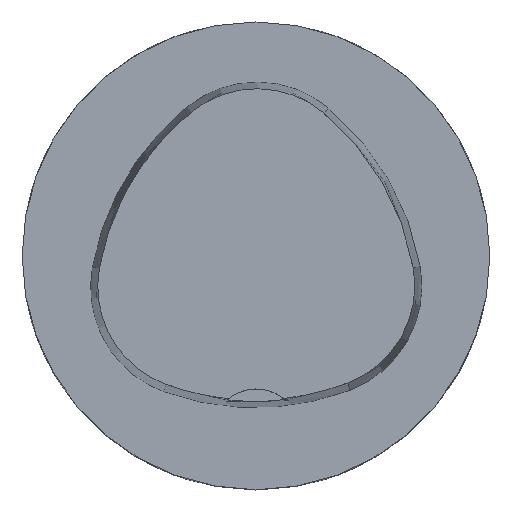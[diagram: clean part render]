
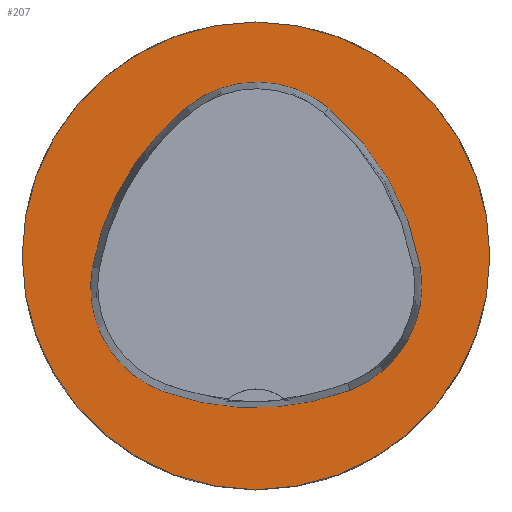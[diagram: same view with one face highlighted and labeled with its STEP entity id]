
A CAD part, top view. The second image highlights one B-rep face of the part: STEP entity #207.
In plain terms, the highlighted planar face has unit normal (0, 0, 1).
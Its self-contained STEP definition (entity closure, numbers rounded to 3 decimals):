
#66=CIRCLE('',#1044,31.5);
#67=CIRCLE('',#1050,36.);
#69=CIRCLE('',#1053,15.);
#71=CIRCLE('',#1056,36.);
#73=CIRCLE('',#1059,15.);
#77=CIRCLE('',#1064,36.);
#79=CIRCLE('',#1067,15.);
#116=FACE_BOUND('',#357,.T.);
#117=FACE_BOUND('',#358,.T.);
#207=ADVANCED_FACE('',(#116,#117),#256,.T.);
#256=PLANE('',#1072);
#357=EDGE_LOOP('',(#565,#566,#567,#568,#569,#570));
#358=EDGE_LOOP('',(#571));
#565=ORIENTED_EDGE('',*,*,#833,.T.);
#566=ORIENTED_EDGE('',*,*,#813,.T.);
#567=ORIENTED_EDGE('',*,*,#817,.T.);
#568=ORIENTED_EDGE('',*,*,#820,.T.);
#569=ORIENTED_EDGE('',*,*,#823,.T.);
#570=ORIENTED_EDGE('',*,*,#831,.T.);
#571=ORIENTED_EDGE('',*,*,#804,.F.);
#700=VERTEX_POINT('',#1591);
#709=VERTEX_POINT('',#1610);
#710=VERTEX_POINT('',#1611);
#713=VERTEX_POINT('',#1619);
#715=VERTEX_POINT('',#1625);
#717=VERTEX_POINT('',#1631);
#724=VERTEX_POINT('',#1652);
#804=EDGE_CURVE('',#700,#700,#66,.T.);
#813=EDGE_CURVE('',#709,#710,#67,.T.);
#817=EDGE_CURVE('',#710,#713,#69,.T.);
#820=EDGE_CURVE('',#713,#715,#71,.T.);
#823=EDGE_CURVE('',#715,#717,#73,.T.);
#831=EDGE_CURVE('',#717,#724,#77,.T.);
#833=EDGE_CURVE('',#724,#709,#79,.T.);
#1044=AXIS2_PLACEMENT_3D('',#1590,#1244,#1245);
#1050=AXIS2_PLACEMENT_3D('',#1609,#1260,#1261);
#1053=AXIS2_PLACEMENT_3D('',#1618,#1268,#1269);
#1056=AXIS2_PLACEMENT_3D('',#1624,#1275,#1276);
#1059=AXIS2_PLACEMENT_3D('',#1630,#1282,#1283);
#1064=AXIS2_PLACEMENT_3D('',#1653,#1294,#1295);
#1067=AXIS2_PLACEMENT_3D('',#1656,#1300,#1301);
#1072=AXIS2_PLACEMENT_3D('',#1661,#1310,#1311);
#1244=DIRECTION('',(0.,0.,-1.));
#1245=DIRECTION('',(-1.,0.,0.));
#1260=DIRECTION('',(0.,0.,-1.));
#1261=DIRECTION('',(-1.,0.,0.));
#1268=DIRECTION('',(0.,0.,-1.));
#1269=DIRECTION('',(-1.,0.,0.));
#1275=DIRECTION('',(0.,0.,-1.));
#1276=DIRECTION('',(-1.,0.,0.));
#1282=DIRECTION('',(0.,0.,-1.));
#1283=DIRECTION('',(-1.,0.,0.));
#1294=DIRECTION('',(0.,0.,-1.));
#1295=DIRECTION('',(-1.,0.,0.));
#1300=DIRECTION('',(0.,0.,-1.));
#1301=DIRECTION('',(-1.,0.,0.));
#1310=DIRECTION('',(0.,0.,1.));
#1311=DIRECTION('',(1.,0.,0.));
#1590=CARTESIAN_POINT('',(0.,0.,0.));
#1591=CARTESIAN_POINT('',(-31.5,0.,0.));
#1609=CARTESIAN_POINT('',(13.398,-7.893,0.));
#1610=CARTESIAN_POINT('',(-22.041,-1.562,0.));
#1611=CARTESIAN_POINT('',(-9.317,20.036,0.));
#1618=CARTESIAN_POINT('',(0.148,8.399,0.));
#1619=CARTESIAN_POINT('',(9.779,19.898,0.));
#1624=CARTESIAN_POINT('',(-13.337,-7.7,0.));
#1625=CARTESIAN_POINT('',(22.122,-1.48,0.));
#1630=CARTESIAN_POINT('',(7.347,-4.071,0.));
#1631=CARTESIAN_POINT('',(12.693,-18.087,0.));
#1652=CARTESIAN_POINT('',(-12.373,-18.307,0.));
#1653=CARTESIAN_POINT('',(-0.137,15.55,0.));
#1656=CARTESIAN_POINT('',(-7.275,-4.2,0.));
#1661=CARTESIAN_POINT('',(0.,0.,0.));
